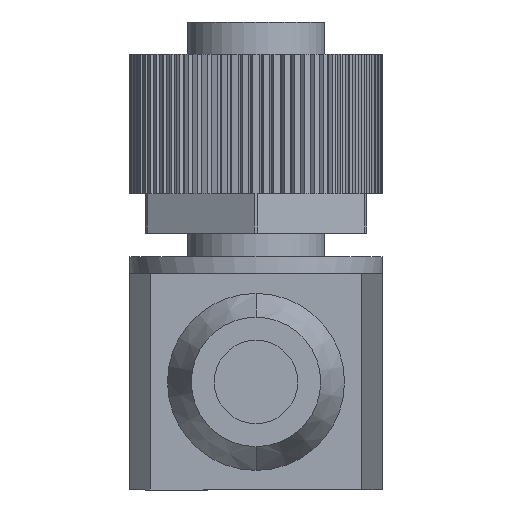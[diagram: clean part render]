
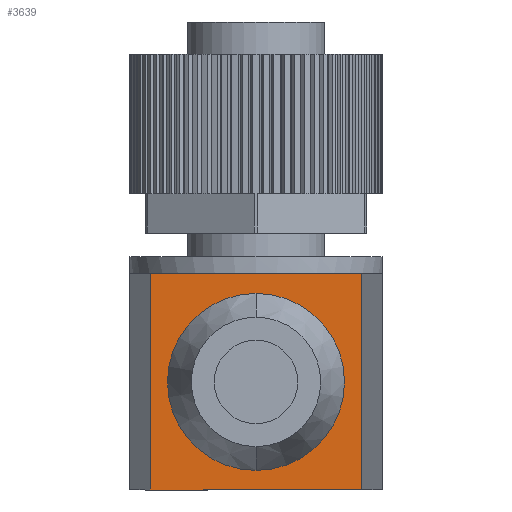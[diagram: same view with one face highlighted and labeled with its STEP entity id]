
A CAD part, front view. The second image highlights one B-rep face of the part: STEP entity #3639.
In plain terms, the highlighted planar face has unit normal (0, -1, 0).
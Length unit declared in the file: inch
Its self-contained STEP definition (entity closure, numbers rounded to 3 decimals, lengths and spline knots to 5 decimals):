
#8 = ORIENTED_EDGE ( 'NONE', *, *, #10122, .T. ) ;
#151 = DIRECTION ( 'NONE',  ( 0., 0., 1. ) ) ;
#287 = VECTOR ( 'NONE', #5346, 39.37008 ) ;
#316 = VERTEX_POINT ( 'NONE', #7311 ) ;
#380 = DIRECTION ( 'NONE',  ( 0., 0., -1. ) ) ;
#501 = CARTESIAN_POINT ( 'NONE',  ( 0., -0.63583, -0.28937 ) ) ;
#549 = CARTESIAN_POINT ( 'NONE',  ( -0.16755, -0.63583, -0.25394 ) ) ;
#594 = ORIENTED_EDGE ( 'NONE', *, *, #3240, .T. ) ;
#701 = DIRECTION ( 'NONE',  ( 1., 0., 0. ) ) ;
#743 = DIRECTION ( 'NONE',  ( 1., 0., 0. ) ) ;
#813 = DIRECTION ( 'NONE',  ( 0., 0., 1. ) ) ;
#905 = DIRECTION ( 'NONE',  ( -1., 0., 0. ) ) ;
#1225 = ORIENTED_EDGE ( 'NONE', *, *, #2920, .F. ) ;
#1295 = ORIENTED_EDGE ( 'NONE', *, *, #3365, .T. ) ;
#1334 = DIRECTION ( 'NONE',  ( 0., 0., 1. ) ) ;
#1362 = VERTEX_POINT ( 'NONE', #1597 ) ;
#1585 = LINE ( 'NONE', #7321, #8688 ) ;
#1597 = CARTESIAN_POINT ( 'NONE',  ( -0.19291, -0.63583, -0.3248 ) ) ;
#1617 = VECTOR ( 'NONE', #3109, 39.37008 ) ;
#1640 = LINE ( 'NONE', #3317, #6509 ) ;
#1753 = CARTESIAN_POINT ( 'NONE',  ( 0., -0.63583, -0.11811 ) ) ;
#1928 = LINE ( 'NONE', #9080, #6261 ) ;
#2004 = EDGE_CURVE ( 'NONE', #5778, #7510, #8558, .T. ) ;
#2322 = ORIENTED_EDGE ( 'NONE', *, *, #9049, .T. ) ;
#2378 = ORIENTED_EDGE ( 'NONE', *, *, #2904, .F. ) ;
#2448 = CARTESIAN_POINT ( 'NONE',  ( 0., -0.63583, -0.53937 ) ) ;
#2489 = CARTESIAN_POINT ( 'NONE',  ( 0.19291, -0.63583, -0.3248 ) ) ;
#2495 = VERTEX_POINT ( 'NONE', #2489 ) ;
#2557 = DIRECTION ( 'NONE',  ( 0., 0., 1. ) ) ;
#2899 = LINE ( 'NONE', #8538, #7102 ) ;
#2904 = EDGE_CURVE ( 'NONE', #8356, #2495, #1585, .T. ) ;
#2920 = EDGE_CURVE ( 'NONE', #1362, #3755, #1640, .T. ) ;
#3109 = DIRECTION ( 'NONE',  ( 0., 0., 1. ) ) ;
#3240 = EDGE_CURVE ( 'NONE', #7510, #7697, #4337, .T. ) ;
#3243 = DIRECTION ( 'NONE',  ( 0., 1., 0. ) ) ;
#3317 = CARTESIAN_POINT ( 'NONE',  ( 0.19291, -0.63583, -0.3248 ) ) ;
#3325 = VECTOR ( 'NONE', #701, 39.37008 ) ;
#3365 = EDGE_CURVE ( 'NONE', #5271, #4771, #10330, .T. ) ;
#3467 = CARTESIAN_POINT ( 'NONE',  ( 0.16755, -0.63583, -0.25394 ) ) ;
#3537 = FACE_BOUND ( 'NONE', #9635, .T. ) ;
#3639 = ADVANCED_FACE ( 'NONE', ( #9957, #3537 ), #4479, .T. ) ;
#3709 = DIRECTION ( 'NONE',  ( 0., 1., 0. ) ) ;
#3755 = VERTEX_POINT ( 'NONE', #4579 ) ;
#3793 = ORIENTED_EDGE ( 'NONE', *, *, #2004, .T. ) ;
#3849 = ORIENTED_EDGE ( 'NONE', *, *, #4336, .T. ) ;
#3874 = CARTESIAN_POINT ( 'NONE',  ( 0.19291, -0.63583, -0.25394 ) ) ;
#3904 = AXIS2_PLACEMENT_3D ( 'NONE', #501, #3709, #813 ) ;
#4085 = VECTOR ( 'NONE', #9066, 39.37008 ) ;
#4091 = VECTOR ( 'NONE', #905, 39.37008 ) ;
#4182 = LINE ( 'NONE', #2448, #4678 ) ;
#4297 = CARTESIAN_POINT ( 'NONE',  ( -0.19291, -0.63583, -0.25394 ) ) ;
#4336 = EDGE_CURVE ( 'NONE', #7672, #316, #4182, .T. ) ;
#4337 = CIRCLE ( 'NONE', #6691, 0.17126 ) ;
#4479 = PLANE ( 'NONE',  #5691 ) ;
#4579 = CARTESIAN_POINT ( 'NONE',  ( -0.16755, -0.63583, -0.3248 ) ) ;
#4610 = VERTEX_POINT ( 'NONE', #7164 ) ;
#4678 = VECTOR ( 'NONE', #8129, 39.37008 ) ;
#4771 = VERTEX_POINT ( 'NONE', #9691 ) ;
#5123 = LINE ( 'NONE', #9966, #4085 ) ;
#5134 = DIRECTION ( 'NONE',  ( 0., 0., -1. ) ) ;
#5271 = VERTEX_POINT ( 'NONE', #3467 ) ;
#5346 = DIRECTION ( 'NONE',  ( 1., 0., 0. ) ) ;
#5691 = AXIS2_PLACEMENT_3D ( 'NONE', #7533, #9262, #380 ) ;
#5740 = DIRECTION ( 'NONE',  ( 1., 0., 0. ) ) ;
#5778 = VERTEX_POINT ( 'NONE', #4297 ) ;
#5819 = ORIENTED_EDGE ( 'NONE', *, *, #8191, .T. ) ;
#6261 = VECTOR ( 'NONE', #5134, 39.37008 ) ;
#6267 = CIRCLE ( 'NONE', #3904, 0.17126 ) ;
#6405 = DIRECTION ( 'NONE',  ( 0., 1., 0. ) ) ;
#6509 = VECTOR ( 'NONE', #743, 39.37008 ) ;
#6691 = AXIS2_PLACEMENT_3D ( 'NONE', #8869, #3243, #2557 ) ;
#6879 = EDGE_CURVE ( 'NONE', #8356, #3755, #9591, .T. ) ;
#6906 = AXIS2_PLACEMENT_3D ( 'NONE', #8926, #6405, #151 ) ;
#7102 = VECTOR ( 'NONE', #1334, 39.37008 ) ;
#7111 = LINE ( 'NONE', #10327, #1617 ) ;
#7164 = CARTESIAN_POINT ( 'NONE',  ( 0.24417, -0.63583, -0.03937 ) ) ;
#7311 = CARTESIAN_POINT ( 'NONE',  ( 0.24417, -0.63583, -0.53937 ) ) ;
#7321 = CARTESIAN_POINT ( 'NONE',  ( 0., -0.63583, -0.3248 ) ) ;
#7325 = LINE ( 'NONE', #9155, #4091 ) ;
#7510 = VERTEX_POINT ( 'NONE', #549 ) ;
#7533 = CARTESIAN_POINT ( 'NONE',  ( 0., -0.63583, -0.03937 ) ) ;
#7554 = CARTESIAN_POINT ( 'NONE',  ( -0.24417, -0.63583, -0.03937 ) ) ;
#7672 = VERTEX_POINT ( 'NONE', #8794 ) ;
#7697 = VERTEX_POINT ( 'NONE', #1753 ) ;
#7893 = EDGE_LOOP ( 'NONE', ( #2322, #9831, #3849, #10120 ) ) ;
#8002 = ORIENTED_EDGE ( 'NONE', *, *, #8411, .T. ) ;
#8129 = DIRECTION ( 'NONE',  ( 1., 0., 0. ) ) ;
#8191 = EDGE_CURVE ( 'NONE', #4771, #2495, #1928, .T. ) ;
#8206 = VERTEX_POINT ( 'NONE', #7554 ) ;
#8356 = VERTEX_POINT ( 'NONE', #8600 ) ;
#8411 = EDGE_CURVE ( 'NONE', #7697, #5271, #6267, .T. ) ;
#8538 = CARTESIAN_POINT ( 'NONE',  ( -0.24417, -0.63583, -0.03937 ) ) ;
#8558 = LINE ( 'NONE', #3874, #287 ) ;
#8579 = EDGE_CURVE ( 'NONE', #4610, #316, #5123, .T. ) ;
#8600 = CARTESIAN_POINT ( 'NONE',  ( 0.16755, -0.63583, -0.3248 ) ) ;
#8688 = VECTOR ( 'NONE', #5740, 39.37008 ) ;
#8735 = EDGE_CURVE ( 'NONE', #7672, #8206, #2899, .T. ) ;
#8794 = CARTESIAN_POINT ( 'NONE',  ( -0.24417, -0.63583, -0.53937 ) ) ;
#8869 = CARTESIAN_POINT ( 'NONE',  ( 0., -0.63583, -0.28937 ) ) ;
#8926 = CARTESIAN_POINT ( 'NONE',  ( 0., -0.63583, -0.28937 ) ) ;
#9049 = EDGE_CURVE ( 'NONE', #4610, #8206, #7325, .T. ) ;
#9066 = DIRECTION ( 'NONE',  ( 0., 0., -1. ) ) ;
#9080 = CARTESIAN_POINT ( 'NONE',  ( 0.19291, -0.63583, -0.03937 ) ) ;
#9155 = CARTESIAN_POINT ( 'NONE',  ( 0., -0.63583, -0.03937 ) ) ;
#9262 = DIRECTION ( 'NONE',  ( 0., -1., 0. ) ) ;
#9582 = ORIENTED_EDGE ( 'NONE', *, *, #6879, .T. ) ;
#9586 = CARTESIAN_POINT ( 'NONE',  ( 0., -0.63583, -0.25394 ) ) ;
#9591 = CIRCLE ( 'NONE', #6906, 0.17126 ) ;
#9635 = EDGE_LOOP ( 'NONE', ( #5819, #2378, #9582, #1225, #8, #3793, #594, #8002, #1295 ) ) ;
#9691 = CARTESIAN_POINT ( 'NONE',  ( 0.19291, -0.63583, -0.25394 ) ) ;
#9831 = ORIENTED_EDGE ( 'NONE', *, *, #8735, .F. ) ;
#9957 = FACE_OUTER_BOUND ( 'NONE', #7893, .T. ) ;
#9966 = CARTESIAN_POINT ( 'NONE',  ( 0.24417, -0.63583, -0.03937 ) ) ;
#10120 = ORIENTED_EDGE ( 'NONE', *, *, #8579, .F. ) ;
#10122 = EDGE_CURVE ( 'NONE', #1362, #5778, #7111, .T. ) ;
#10327 = CARTESIAN_POINT ( 'NONE',  ( -0.19291, -0.63583, -0.03937 ) ) ;
#10330 = LINE ( 'NONE', #9586, #3325 ) ;
